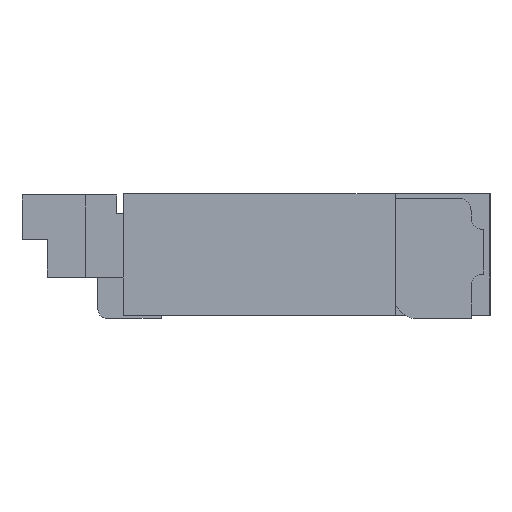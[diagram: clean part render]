
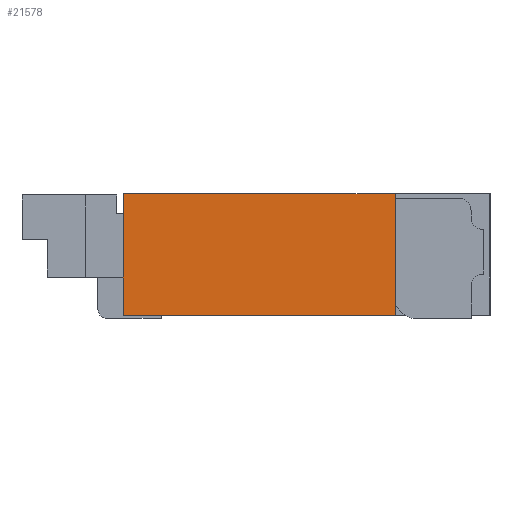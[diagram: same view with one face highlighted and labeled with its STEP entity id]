
A CAD part, left-side view. The second image highlights one B-rep face of the part: STEP entity #21578.
In plain terms, the highlighted planar face has unit normal (-1, 0, 0).
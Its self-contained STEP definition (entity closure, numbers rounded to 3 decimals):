
#2501=ORIENTED_EDGE('',*,*,#8250,.F.);
#2502=ORIENTED_EDGE('',*,*,#8232,.T.);
#2503=ORIENTED_EDGE('',*,*,#8262,.T.);
#2504=ORIENTED_EDGE('',*,*,#8293,.T.);
#8232=EDGE_CURVE('',#11102,#11101,#13569,.T.);
#8250=EDGE_CURVE('',#11102,#11114,#13587,.T.);
#8262=EDGE_CURVE('',#11101,#11123,#13599,.T.);
#8293=EDGE_CURVE('',#11123,#11114,#13630,.T.);
#11101=VERTEX_POINT('',#31869);
#11102=VERTEX_POINT('',#31871);
#11114=VERTEX_POINT('',#31902);
#11123=VERTEX_POINT('',#31925);
#13569=LINE('',#31870,#16746);
#13587=LINE('',#31901,#16764);
#13599=LINE('',#31926,#16776);
#13630=LINE('',#31980,#16807);
#16746=VECTOR('',#25678,1000.);
#16764=VECTOR('',#25698,1000.);
#16776=VECTOR('',#25716,1000.);
#16807=VECTOR('',#25757,1000.);
#18640=EDGE_LOOP('',(#2501,#2502,#2503,#2504));
#19637=FACE_BOUND('',#18640,.T.);
#20634=PLANE('',#22782);
#21578=ADVANCED_FACE('',(#19637),#20634,.T.);
#22782=AXIS2_PLACEMENT_3D('',#32340,#25960,#25961);
#25678=DIRECTION('',(0.,1.,0.));
#25698=DIRECTION('',(0.,0.,-1.));
#25716=DIRECTION('',(0.,0.,-1.));
#25757=DIRECTION('',(0.,-1.,0.));
#25960=DIRECTION('',(-1.,0.,0.));
#25961=DIRECTION('',(0.,0.,1.));
#31869=CARTESIAN_POINT('',(-11.,1.45,0.48));
#31870=CARTESIAN_POINT('',(-11.,-1.45,0.48));
#31871=CARTESIAN_POINT('',(-11.,-0.7,0.48));
#31901=CARTESIAN_POINT('',(-11.,-0.7,0.));
#31902=CARTESIAN_POINT('',(-11.,-0.7,-0.48));
#31925=CARTESIAN_POINT('',(-11.,1.45,-0.48));
#31926=CARTESIAN_POINT('',(-11.,1.45,0.48));
#31980=CARTESIAN_POINT('',(-11.,1.45,-0.48));
#32340=CARTESIAN_POINT('',(-11.,0.,0.));
